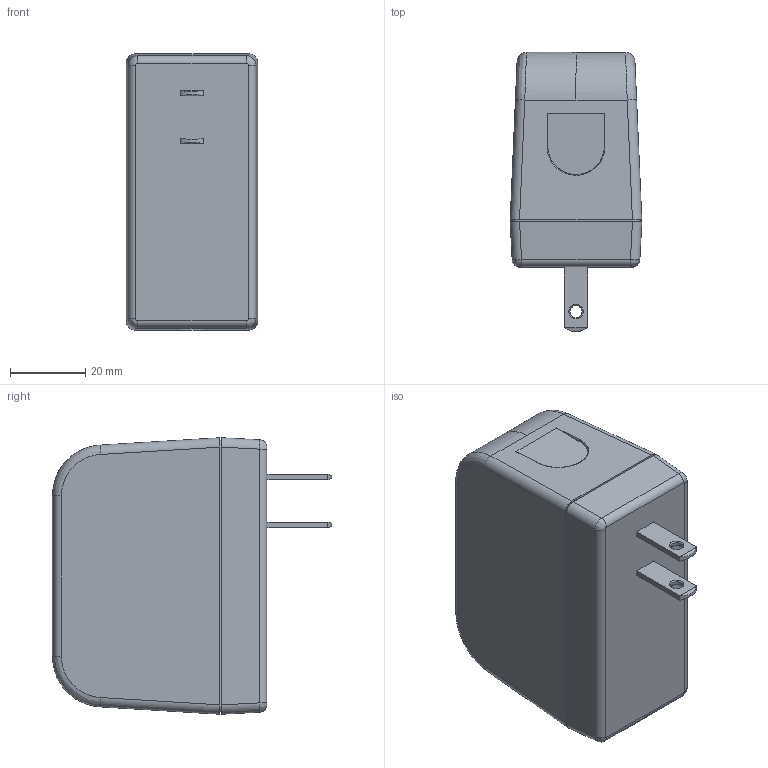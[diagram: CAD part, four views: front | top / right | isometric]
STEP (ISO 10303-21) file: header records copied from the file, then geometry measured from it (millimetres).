
FILE_DESCRIPTION((''),'2;1');
FILE_NAME('GT-86240-WWVV-X_X-W2_ASM','2022-10-08T14:51:16',('jirenqiang'),(''),'CREO PARAMETRIC BY PTC INC, 2018050','CREO PARAMETRIC BY PTC INC, 2018050','');
FILE_SCHEMA(('CONFIG_CONTROL_DESIGN'));
Length unit declared in the file: millimetre
Products named in the file (4): UL_BOT_27_1; UL_AC_PIN_7_1; TOP_1_1; GT-86240-WWVV-X_X-W2_ASM
Assembly tree (4 placements, depth 2):
  GT-86240-WWVV-X_X-W2_ASM
    UL_BOT_27_1
    UL_AC_PIN_7_1  x2
    TOP_1_1
Bounding box: 35 x 74.2 x 73.5 mm (x, y, z)
Volume: 32442.3 mm3; surface area: 32593.1 mm2
Topology: 4 solids, 4 shells, 570 faces, 1612 edges, 1055 vertices
Faces by surface type: plane 389, cylinder 111, bspline 24, cone 20, torus 16, extrusion 8, sphere 2
Entity records: 19944 total; most frequent: CARTESIAN_POINT 6120, ORIENTED_EDGE 3044, DIRECTION 2573, EDGE_CURVE 1522, VECTOR 1203, LINE 1195, VERTEX_POINT 997, AXIS2_PLACEMENT_3D 685
